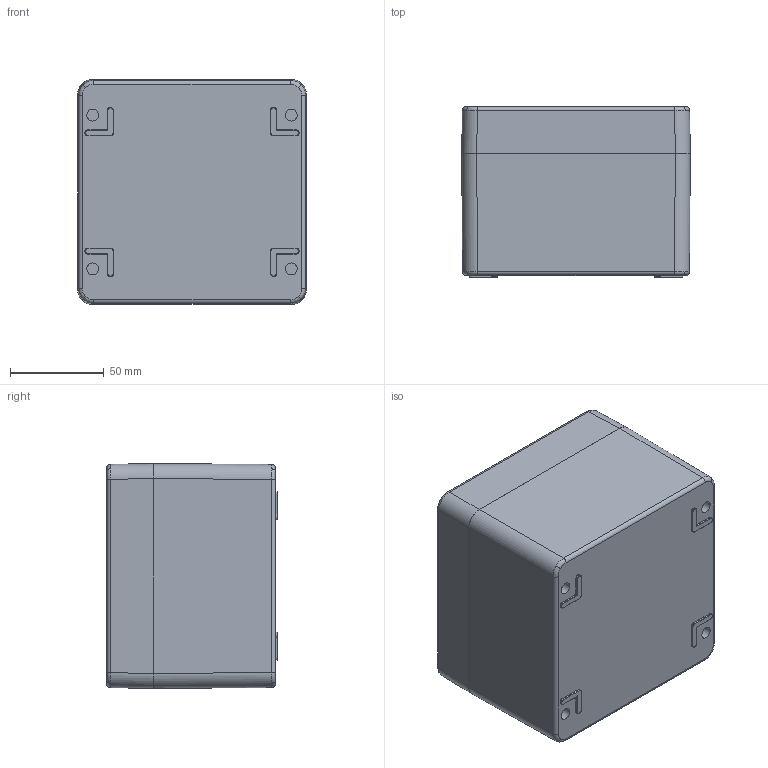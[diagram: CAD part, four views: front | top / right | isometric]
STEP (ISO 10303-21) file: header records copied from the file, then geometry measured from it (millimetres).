
FILE_DESCRIPTION(/* description */ (''),/* implementation_level */ '2;1');
FILE_NAME(/* name */ '17121209000-RST.stp',/* time_stamp */ '2021-09-08T11:52:45+02:00',/* author */ ('sl'),/* organization */ (''),/* preprocessor_version */ 'ST-DEVELOPER v16.5',/* originating_system */ 'Autodesk Inventor 2017',/* authorisation */ '');
FILE_SCHEMA (('AUTOMOTIVE_DESIGN { 1 0 10303 214 3 1 1 }'));
Length unit declared in the file: millimetre
Products named in the file (9): Ex-Polyester-Gehäuse-11-BG-0001-17_121209_000; Deckel-Ex-Polyester-Gehäuse-11-BG-0003-17_121209_0
00; Deckel-Ex-Polyester-Gehäuse-11-BT-0001-17_121209_0
00; Dichtlippe-Ex-Polyester-Gehäuse-11-BT-0002-17_121209_000; UT-Ex-Polyester-Gehäuse-11-BG-0002-17_121209_000; 23251-Ex Unterteil; 86224; 86222; SchraubeM6x35-10
Assembly tree (19 placements, depth 3):
  Ex-Polyester-Gehäuse-11-BG-0001-17_121209_000
    Deckel-Ex-Polyester-Gehäuse-11-BG-0003-17_121209_0
00
      Deckel-Ex-Polyester-Gehäuse-11-BT-0001-17_121209_0
00
      Dichtlippe-Ex-Polyester-Gehäuse-11-BT-0002-17_121209_000
    UT-Ex-Polyester-Gehäuse-11-BG-0002-17_121209_000
      23251-Ex Unterteil
      86222  x6
      86224  x4
    SchraubeM6x35-10  x4
Bounding box: 122 x 91 x 120 mm (x, y, z)
Volume: 400434.1 mm3; surface area: 163580.7 mm2
Topology: 17 solids, 17 shells, 1132 faces, 2678 edges, 1622 vertices
Faces by surface type: plane 368, bspline 292, cylinder 288, cone 112, torus 56, sphere 16
Full cylindrical faces by diameter (mm): 5 x20, 5.02 x10, 5.3 x4, 6 x4, 7.4 x10, 8 x4
Entity records: 33714 total; most frequent: CARTESIAN_POINT 16215, ORIENTED_EDGE 3692, DIRECTION 3462, EDGE_CURVE 1846, AXIS2_PLACEMENT_3D 1424, VERTEX_POINT 1132, EDGE_LOOP 956, FACE_OUTER_BOUND 832
